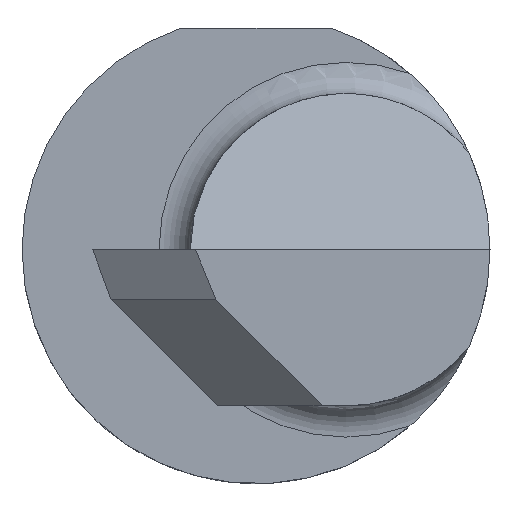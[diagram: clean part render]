
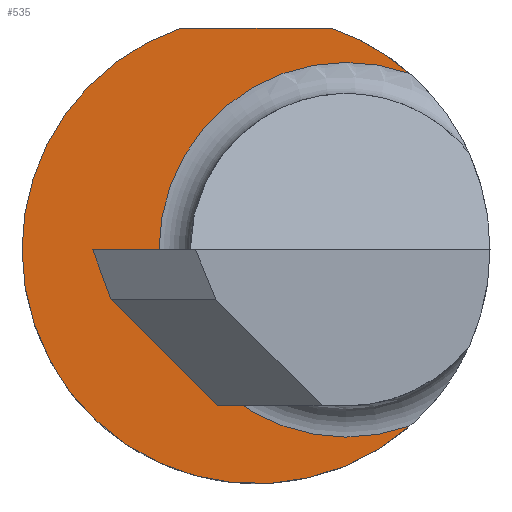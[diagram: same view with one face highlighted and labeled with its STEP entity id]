
A CAD part, left-side view. The second image highlights one B-rep face of the part: STEP entity #535.
In plain terms, the highlighted planar face has unit normal (-1, 0, 0).
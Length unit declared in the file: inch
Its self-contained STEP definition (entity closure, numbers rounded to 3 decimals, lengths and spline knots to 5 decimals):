
#26 = AXIS2_PLACEMENT_3D ( 'NONE', #840, #380, #165 ) ;
#45 = PLANE ( 'NONE',  #582 ) ;
#113 = CARTESIAN_POINT ( 'NONE',  ( -1.655, -0.07235, 0. ) ) ;
#151 = CARTESIAN_POINT ( 'NONE',  ( -1.655, -0.12325, 0.1411 ) ) ;
#156 = DIRECTION ( 'NONE',  ( -1., 0., 0. ) ) ;
#165 = DIRECTION ( 'NONE',  ( 0., -1., 0. ) ) ;
#172 = DIRECTION ( 'NONE',  ( 0., -1., 0. ) ) ;
#180 = DIRECTION ( 'NONE',  ( 1., 0., 0. ) ) ;
#214 = VERTEX_POINT ( 'NONE', #151 ) ;
#216 = EDGE_CURVE ( 'NONE', #689, #251, #851, .T. ) ;
#232 = AXIS2_PLACEMENT_3D ( 'NONE', #113, #156, #172 ) ;
#251 = VERTEX_POINT ( 'NONE', #690 ) ;
#259 = CARTESIAN_POINT ( 'NONE',  ( -1.655, -0.12325, -0.1411 ) ) ;
#266 = EDGE_CURVE ( 'NONE', #850, #689, #866, .T. ) ;
#277 = AXIS2_PLACEMENT_3D ( 'NONE', #688, #434, #420 ) ;
#305 = LINE ( 'NONE', #313, #382 ) ;
#313 = CARTESIAN_POINT ( 'NONE',  ( -1.655, 0.21235, 0.17735 ) ) ;
#324 = CARTESIAN_POINT ( 'NONE',  ( -1.655, -0.06039, 0.17735 ) ) ;
#326 = EDGE_LOOP ( 'NONE', ( #768, #545, #520, #564, #504 ) ) ;
#380 = DIRECTION ( 'NONE',  ( 1., 0., 0. ) ) ;
#382 = VECTOR ( 'NONE', #385, 39.37008 ) ;
#385 = DIRECTION ( 'NONE',  ( 0., 1., 0. ) ) ;
#420 = DIRECTION ( 'NONE',  ( 0., -1., 0. ) ) ;
#431 = AXIS2_PLACEMENT_3D ( 'NONE', #538, #180, #594 ) ;
#434 = DIRECTION ( 'NONE',  ( 1., 0., 0. ) ) ;
#446 = FACE_OUTER_BOUND ( 'NONE', #326, .T. ) ;
#504 = ORIENTED_EDGE ( 'NONE', *, *, #266, .F. ) ;
#507 = EDGE_CURVE ( 'NONE', #214, #850, #650, .T. ) ;
#513 = CIRCLE ( 'NONE', #26, 0.18735 ) ;
#520 = ORIENTED_EDGE ( 'NONE', *, *, #795, .T. ) ;
#535 = ADVANCED_FACE ( 'NONE', ( #446 ), #45, .T. ) ;
#538 = CARTESIAN_POINT ( 'NONE',  ( -1.655, 0., 0. ) ) ;
#545 = ORIENTED_EDGE ( 'NONE', *, *, #778, .F. ) ;
#564 = ORIENTED_EDGE ( 'NONE', *, *, #216, .F. ) ;
#577 = DIRECTION ( 'NONE',  ( -1., 0., 0. ) ) ;
#582 = AXIS2_PLACEMENT_3D ( 'NONE', #584, #577, #788 ) ;
#584 = CARTESIAN_POINT ( 'NONE',  ( -1.655, 0.18735, 0. ) ) ;
#594 = DIRECTION ( 'NONE',  ( 0., -1., 0. ) ) ;
#650 = CIRCLE ( 'NONE', #232, 0.15 ) ;
#651 = VERTEX_POINT ( 'NONE', #324 ) ;
#688 = CARTESIAN_POINT ( 'NONE',  ( -1.655, 0., 0. ) ) ;
#689 = VERTEX_POINT ( 'NONE', #797 ) ;
#690 = CARTESIAN_POINT ( 'NONE',  ( -1.655, 0.06039, 0.17735 ) ) ;
#768 = ORIENTED_EDGE ( 'NONE', *, *, #507, .F. ) ;
#778 = EDGE_CURVE ( 'NONE', #651, #214, #513, .T. ) ;
#788 = DIRECTION ( 'NONE',  ( 0., -1., 0. ) ) ;
#795 = EDGE_CURVE ( 'NONE', #651, #251, #305, .T. ) ;
#797 = CARTESIAN_POINT ( 'NONE',  ( -1.655, 0.18735, 0. ) ) ;
#840 = CARTESIAN_POINT ( 'NONE',  ( -1.655, 0., 0. ) ) ;
#850 = VERTEX_POINT ( 'NONE', #259 ) ;
#851 = CIRCLE ( 'NONE', #277, 0.18735 ) ;
#866 = CIRCLE ( 'NONE', #431, 0.18735 ) ;
